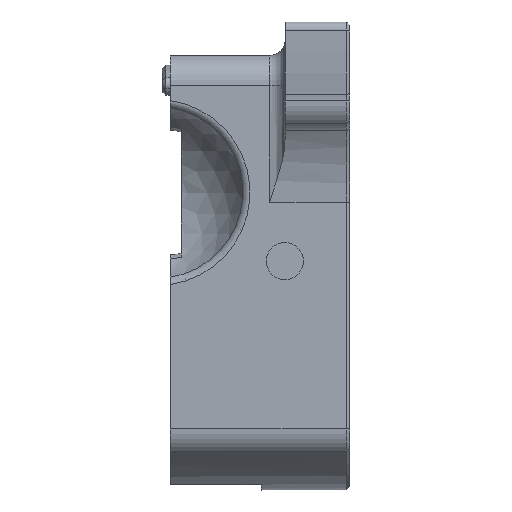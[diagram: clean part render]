
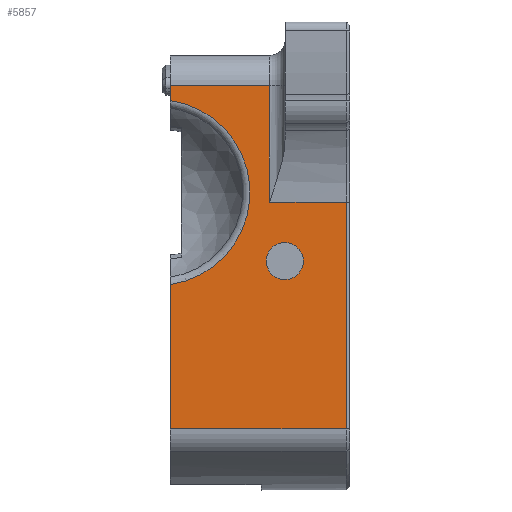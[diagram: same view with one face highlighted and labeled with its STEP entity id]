
A CAD part, front view. The second image highlights one B-rep face of the part: STEP entity #5857.
In plain terms, the highlighted planar face has unit normal (0, -1, 0).
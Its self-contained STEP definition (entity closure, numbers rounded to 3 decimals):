
#37=FACE_BOUND('',#1224,.T.);
#574=CIRCLE('',#6447,11.782);
#575=CIRCLE('',#6448,2.35);
#874=FACE_OUTER_BOUND('',#1223,.T.);
#1223=EDGE_LOOP('',(#4837,#4838,#4839,#4840,#4841,#4842,#4843,#4844,#4845));
#1224=EDGE_LOOP('',(#4846));
#1569=LINE('',#9514,#2020);
#1658=LINE('',#10074,#2109);
#1684=LINE('',#10183,#2135);
#1685=LINE('',#10186,#2136);
#1686=LINE('',#10188,#2137);
#1687=LINE('',#10190,#2138);
#1688=LINE('',#10192,#2139);
#1689=LINE('',#10194,#2140);
#2020=VECTOR('',#7405,10.);
#2109=VECTOR('',#7784,10.);
#2135=VECTOR('',#7874,10.);
#2136=VECTOR('',#7877,10.);
#2137=VECTOR('',#7878,12.);
#2138=VECTOR('',#7879,10.);
#2139=VECTOR('',#7880,10.);
#2140=VECTOR('',#7881,10.);
#2532=VERTEX_POINT('',#9511);
#2533=VERTEX_POINT('',#9513);
#2665=VERTEX_POINT('',#10068);
#2666=VERTEX_POINT('',#10072);
#2682=VERTEX_POINT('',#10185);
#2683=VERTEX_POINT('',#10187);
#2684=VERTEX_POINT('',#10189);
#2685=VERTEX_POINT('',#10191);
#2686=VERTEX_POINT('',#10193);
#2687=VERTEX_POINT('',#10196);
#3213=EDGE_CURVE('',#2533,#2532,#1569,.T.);
#3408=EDGE_CURVE('',#2665,#2666,#1658,.T.);
#3448=EDGE_CURVE('',#2532,#2666,#1684,.T.);
#3449=EDGE_CURVE('',#2665,#2682,#1685,.T.);
#3450=EDGE_CURVE('',#2682,#2683,#1686,.T.);
#3451=EDGE_CURVE('',#2684,#2683,#1687,.T.);
#3452=EDGE_CURVE('',#2684,#2685,#1688,.T.);
#3453=EDGE_CURVE('',#2685,#2686,#1689,.T.);
#3454=EDGE_CURVE('',#2533,#2686,#574,.T.);
#3455=EDGE_CURVE('',#2687,#2687,#575,.T.);
#4837=ORIENTED_EDGE('',*,*,#3213,.T.);
#4838=ORIENTED_EDGE('',*,*,#3448,.T.);
#4839=ORIENTED_EDGE('',*,*,#3408,.F.);
#4840=ORIENTED_EDGE('',*,*,#3449,.T.);
#4841=ORIENTED_EDGE('',*,*,#3450,.T.);
#4842=ORIENTED_EDGE('',*,*,#3451,.F.);
#4843=ORIENTED_EDGE('',*,*,#3452,.T.);
#4844=ORIENTED_EDGE('',*,*,#3453,.T.);
#4845=ORIENTED_EDGE('',*,*,#3454,.F.);
#4846=ORIENTED_EDGE('',*,*,#3455,.T.);
#5618=PLANE('',#6446);
#5857=ADVANCED_FACE('',(#874,#37),#5618,.F.);
#6446=AXIS2_PLACEMENT_3D('',#10184,#7875,#7876);
#6447=AXIS2_PLACEMENT_3D('',#10195,#7882,#7883);
#6448=AXIS2_PLACEMENT_3D('',#10197,#7884,#7885);
#7405=DIRECTION('',(0.,0.,-1.));
#7784=DIRECTION('',(0.,0.,-1.));
#7874=DIRECTION('',(1.,0.,0.));
#7875=DIRECTION('center_axis',(0.,1.,0.));
#7876=DIRECTION('ref_axis',(0.,0.,
-1.));
#7877=DIRECTION('',(-1.,0.,0.));
#7878=DIRECTION('',(-1.,0.,0.));
#7879=DIRECTION('',(0.,0.,-1.));
#7880=DIRECTION('',(-1.,0.,0.));
#7881=DIRECTION('',(0.,0.,-1.));
#7882=DIRECTION('center_axis',(0.,-1.,0.));
#7883=DIRECTION('ref_axis',(1.,0.,0.));
#7884=DIRECTION('center_axis',(0.,1.,0.));
#7885=DIRECTION('ref_axis',(-1.,0.,0.));
#9511=CARTESIAN_POINT('',(-14.5,133.364,-104.069));
#9513=CARTESIAN_POINT('',(-14.5,133.364,-85.796));
#9514=CARTESIAN_POINT('',(-14.5,133.364,-86.203));
#10068=CARTESIAN_POINT('',(7.8,133.364,-75.371));
#10072=CARTESIAN_POINT('',(7.8,133.364,-104.069));
#10074=CARTESIAN_POINT('',(7.8,133.364,-78.668));
#10183=CARTESIAN_POINT('',(0.,133.364,-104.069));
#10184=CARTESIAN_POINT('Origin',(8.2,133.364,-75.772));
#10185=CARTESIAN_POINT('',(2.2,133.364,-75.371));
#10186=CARTESIAN_POINT('',(8.2,133.364,-75.371));
#10187=CARTESIAN_POINT('',(-1.954,133.364,-75.372));
#10188=CARTESIAN_POINT('',(8.2,133.364,-75.372));
#10189=CARTESIAN_POINT('',(-1.954,133.364,-60.578));
#10190=CARTESIAN_POINT('',(-1.954,133.364,-64.125));
#10191=CARTESIAN_POINT('',(-14.5,133.364,-60.578));
#10192=CARTESIAN_POINT('',(4.1,133.364,-60.578));
#10193=CARTESIAN_POINT('',(-14.5,133.364,-62.479));
#10194=CARTESIAN_POINT('',(-14.5,133.364,-86.203));
#10195=CARTESIAN_POINT('Origin',(-16.2,133.364,-74.137));
#10196=CARTESIAN_POINT('',(2.35,133.364,-82.826));
#10197=CARTESIAN_POINT('Origin',(0.,133.364,-82.826));
